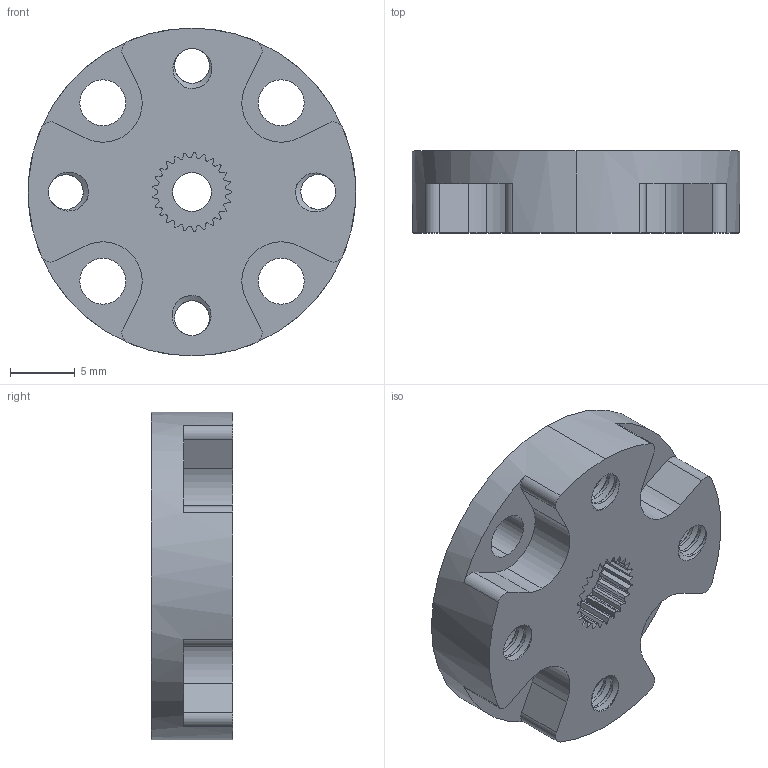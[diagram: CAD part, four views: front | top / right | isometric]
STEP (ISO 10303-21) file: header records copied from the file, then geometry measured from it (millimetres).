
FILE_DESCRIPTION (( 'STEP AP203' ), '1' );
FILE_NAME ('525132 v1 (1).STEP', '2024-07-11T18:28:44', ( '微软用户' ), ( '微软中国' ), 'SwSTEP 2.0', 'SolidWorks 2023', '' );
FILE_SCHEMA (( 'CONFIG_CONTROL_DESIGN' ));
Length unit declared in the file: millimetre
Products named in the file (1): 525132 v1 (1)
Bounding box: 25.39 x 6.35 x 25.39 mm (x, y, z)
Volume: 2068.4 mm3; surface area: 2162.3 mm2
Topology: 1 solids, 1 shells, 297 faces, 876 edges, 584 vertices
Faces by surface type: cylinder 222, plane 67, bspline 8
Entity records: 14343 total; most frequent: CARTESIAN_POINT 6982, ORIENTED_EDGE 1752, DIRECTION 1364, EDGE_CURVE 876, VERTEX_POINT 584, AXIS2_PLACEMENT_3D 486, LINE 392, VECTOR 392
